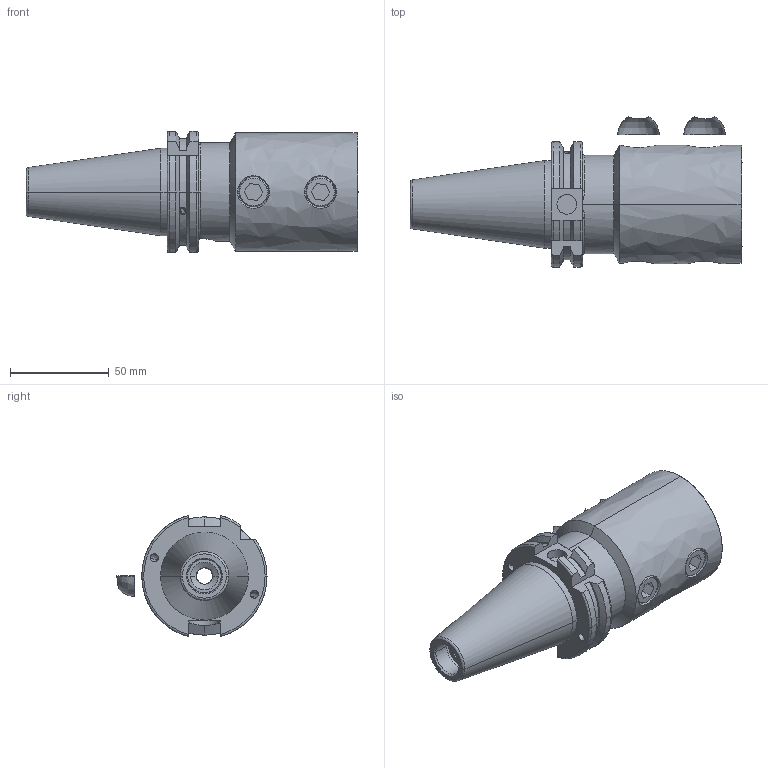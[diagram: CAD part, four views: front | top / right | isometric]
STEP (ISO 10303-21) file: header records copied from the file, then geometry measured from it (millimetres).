
FILE_DESCRIPTION (( 'STEP AP214' ), '1' );
FILE_NAME ('91406-E1240100.STEP', '2020-10-14T11:04:54', ( '' ), ( '' ), 'SwSTEP 2.0', 'SolidWorks 2018', '' );
FILE_SCHEMA (( 'AUTOMOTIVE_DESIGN' ));
Length unit declared in the file: millimetre
Products named in the file (4): Copy of M4X4.IGS; M16X12-1 PITCH.IGS; SK40EM40100D1=60FWW R02.IGS; 91406-E1240100
Assembly tree (5 placements, depth 2):
  91406-E1240100
    SK40EM40100D1=60FWW R02.IGS
    M16X12-1 PITCH.IGS  x2
    Copy of M4X4.IGS  x2
Bounding box: 168.4 x 76.14 x 61.48 mm (x, y, z)
Volume: 4148.4 mm3; surface area: 49172.1 mm2
Topology: 4 solids, 7 shells, 179 faces, 437 edges, 277 vertices
Faces by surface type: bspline 179
Entity records: 8676 total; most frequent: CARTESIAN_POINT 5807, ORIENTED_EDGE 724, EDGE_CURVE 369, B_SPLINE_CURVE_WITH_KNOTS 256, VERTEX_POINT 237, EDGE_LOOP 174, FACE_OUTER_BOUND 149, ADVANCED_FACE 149
